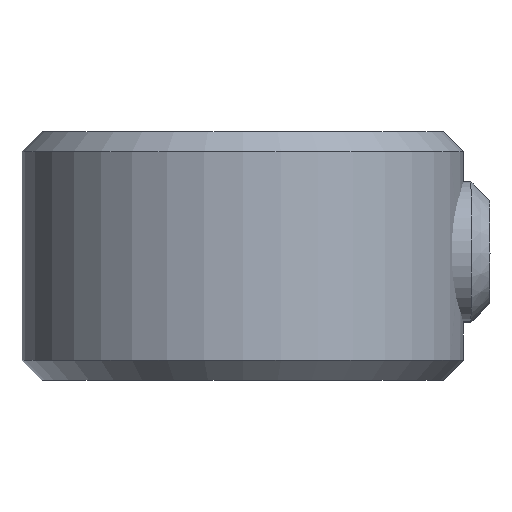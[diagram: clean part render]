
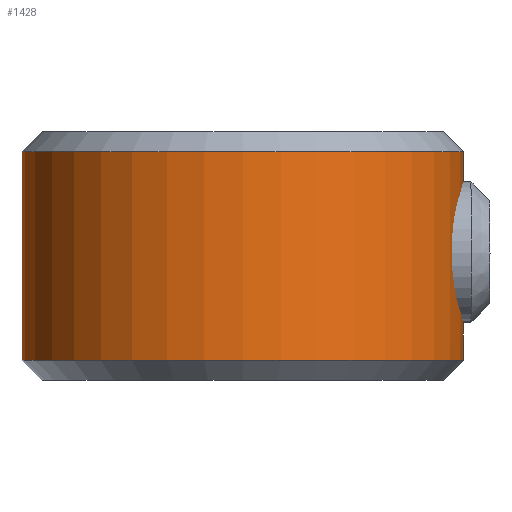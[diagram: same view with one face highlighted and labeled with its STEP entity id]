
A CAD part, front view. The second image highlights one B-rep face of the part: STEP entity #1428.
In plain terms, the highlighted cylindrical face has radius 5.5 mm (diameter 11 mm), a partial arc.
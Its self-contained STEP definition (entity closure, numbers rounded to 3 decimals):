
#86 = FACE_OUTER_BOUND ( 'NONE', #466, .T. ) ;
#98 = AXIS2_PLACEMENT_3D ( 'NONE', #724, #727, #790 ) ;
#115 = AXIS2_PLACEMENT_3D ( 'NONE', #1139, #872, #868 ) ;
#120 = AXIS2_PLACEMENT_3D ( 'NONE', #1585, #390, #1565 ) ;
#306 = VERTEX_POINT ( 'NONE', #734 ) ;
#327 = CARTESIAN_POINT ( 'NONE',  ( 5.232, -0.571, 0.424 ) ) ;
#387 = CARTESIAN_POINT ( 'NONE',  ( 5.313, 0.407, 0.954 ) ) ;
#390 = DIRECTION ( 'NONE',  ( 0., 0., 1. ) ) ;
#400 = CARTESIAN_POINT ( 'NONE',  ( 5.313, 0.395, 2.404 ) ) ;
#410 = VERTEX_POINT ( 'NONE', #760 ) ;
#451 = VERTEX_POINT ( 'NONE', #762 ) ;
#466 = EDGE_LOOP ( 'NONE', ( #627, #1432, #1296, #1609, #1291, #1429 ) ) ;
#474 = VERTEX_POINT ( 'NONE', #770 ) ;
#534 = EDGE_CURVE ( 'NONE', #451, #306, #967, .T. ) ;
#552 = VECTOR ( 'NONE', #895, 1000. ) ;
#560 = CARTESIAN_POINT ( 'NONE',  ( 5.313, 0.395, -3.296 ) ) ;
#580 = LINE ( 'NONE', #904, #552 ) ;
#609 = VERTEX_POINT ( 'NONE', #838 ) ;
#627 = ORIENTED_EDGE ( 'NONE', *, *, #1351, .F. ) ;
#724 = CARTESIAN_POINT ( 'NONE',  ( -0.187, 0.395, -2.796 ) ) ;
#727 = DIRECTION ( 'NONE',  ( 0., 0., 1. ) ) ;
#734 = CARTESIAN_POINT ( 'NONE',  ( 5.313, 0.407, 0.954 ) ) ;
#760 = CARTESIAN_POINT ( 'NONE',  ( 5.313, 0.395, -2.796 ) ) ;
#762 = CARTESIAN_POINT ( 'NONE',  ( 5.313, 0.396, -1.155 ) ) ;
#770 = CARTESIAN_POINT ( 'NONE',  ( -5.687, 0.395, -2.796 ) ) ;
#790 = DIRECTION ( 'NONE',  ( 1., 0., 0. ) ) ;
#817 = DIRECTION ( 'NONE',  ( 0., 0., 1. ) ) ;
#825 = VERTEX_POINT ( 'NONE', #400 ) ;
#838 = CARTESIAN_POINT ( 'NONE',  ( -5.687, 0.395, 2.404 ) ) ;
#866 = CARTESIAN_POINT ( 'NONE',  ( 5.313, 0.254, 0.952 ) ) ;
#868 = DIRECTION ( 'NONE',  ( 1., 0., 0. ) ) ;
#872 = DIRECTION ( 'NONE',  ( 0., 0., -1. ) ) ;
#894 = CARTESIAN_POINT ( 'NONE',  ( 5.313, 0.396, -1.155 ) ) ;
#895 = DIRECTION ( 'NONE',  ( 0., 0., 1. ) ) ;
#904 = CARTESIAN_POINT ( 'NONE',  ( -5.687, 0.395, -3.296 ) ) ;
#967 = B_SPLINE_CURVE_WITH_KNOTS ( 'NONE', 3,
 ( #894, #1058, #1589, #1641, #1645, #1588, #1647, #1648, #327, #1017, #1015, #1040, #866, #387 ),
 .UNSPECIFIED., .F., .F.,
 ( 4, 2, 2, 2, 2, 2, 4 ),
 ( 1., 1.124, 1.186, 1.248, 1.372, 1.435, 1.497 ),
 .UNSPECIFIED. ) ;
#1015 = CARTESIAN_POINT ( 'NONE',  ( 5.289, -0.134, 0.818 ) ) ;
#1017 = CARTESIAN_POINT ( 'NONE',  ( 5.276, -0.25, 0.739 ) ) ;
#1040 = CARTESIAN_POINT ( 'NONE',  ( 5.307, 0.117, 0.924 ) ) ;
#1058 = CARTESIAN_POINT ( 'NONE',  ( 5.313, 0.108, -1.153 ) ) ;
#1094 = CARTESIAN_POINT ( 'NONE',  ( 5.313, 0.395, -3.296 ) ) ;
#1098 = DIRECTION ( 'NONE',  ( 0., 0., 1. ) ) ;
#1139 = CARTESIAN_POINT ( 'NONE',  ( -0.187, 0.395, 2.404 ) ) ;
#1224 = VECTOR ( 'NONE', #817, 1000. ) ;
#1253 = LINE ( 'NONE', #560, #1224 ) ;
#1266 = VECTOR ( 'NONE', #1098, 1000. ) ;
#1291 = ORIENTED_EDGE ( 'NONE', *, *, #1539, .T. ) ;
#1296 = ORIENTED_EDGE ( 'NONE', *, *, #1520, .T. ) ;
#1333 = LINE ( 'NONE', #1094, #1266 ) ;
#1341 = CIRCLE ( 'NONE', #98, 5.5 ) ;
#1351 = EDGE_CURVE ( 'NONE', #474, #609, #580, .T. ) ;
#1428 = ADVANCED_FACE ( 'NONE', ( #86 ), #1530, .T. ) ;
#1429 = ORIENTED_EDGE ( 'NONE', *, *, #1462, .T. ) ;
#1432 = ORIENTED_EDGE ( 'NONE', *, *, #1507, .T. ) ;
#1462 = EDGE_CURVE ( 'NONE', #825, #609, #1479, .T. ) ;
#1479 = CIRCLE ( 'NONE', #115, 5.5 ) ;
#1507 = EDGE_CURVE ( 'NONE', #474, #410, #1341, .T. ) ;
#1520 = EDGE_CURVE ( 'NONE', #410, #451, #1333, .T. ) ;
#1530 = CYLINDRICAL_SURFACE ( 'NONE', #120, 5.5 ) ;
#1539 = EDGE_CURVE ( 'NONE', #306, #825, #1253, .T. ) ;
#1565 = DIRECTION ( 'NONE',  ( 1., 0., 0. ) ) ;
#1585 = CARTESIAN_POINT ( 'NONE',  ( -0.187, 0.395, -3.296 ) ) ;
#1588 = CARTESIAN_POINT ( 'NONE',  ( 5.213, -0.65, -0.372 ) ) ;
#1589 = CARTESIAN_POINT ( 'NONE',  ( 5.291, -0.144, -1.046 ) ) ;
#1609 = ORIENTED_EDGE ( 'NONE', *, *, #534, .T. ) ;
#1641 = CARTESIAN_POINT ( 'NONE',  ( 5.247, -0.463, -0.732 ) ) ;
#1645 = CARTESIAN_POINT ( 'NONE',  ( 5.232, -0.544, -0.617 ) ) ;
#1647 = CARTESIAN_POINT ( 'NONE',  ( 5.207, -0.677, -0.241 ) ) ;
#1648 = CARTESIAN_POINT ( 'NONE',  ( 5.207, -0.676, 0.178 ) ) ;
